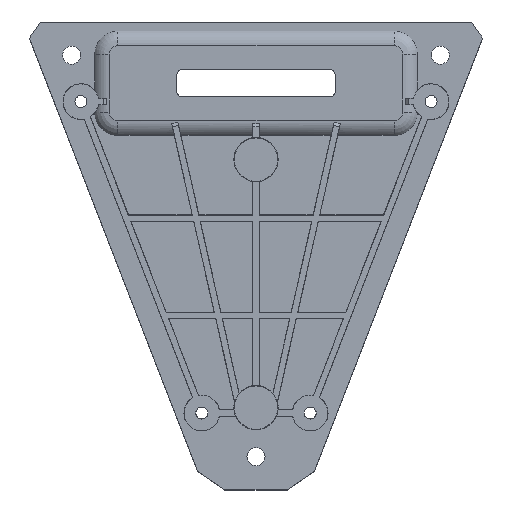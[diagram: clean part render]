
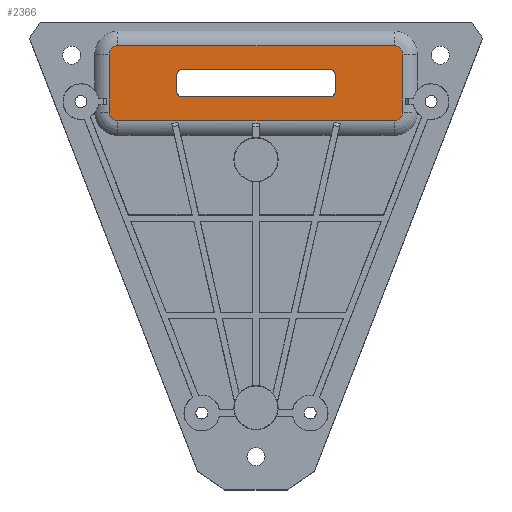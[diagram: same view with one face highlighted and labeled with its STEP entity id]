
A CAD part, top view. The second image highlights one B-rep face of the part: STEP entity #2366.
In plain terms, the highlighted planar face has unit normal (0, 0, 1).
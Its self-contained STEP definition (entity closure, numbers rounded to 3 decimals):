
#92 = VERTEX_POINT ( 'NONE', #1567 ) ;
#94 = VERTEX_POINT ( 'NONE', #3394 ) ;
#180 = VECTOR ( 'NONE', #4862, 1000. ) ;
#184 = EDGE_LOOP ( 'NONE', ( #4927, #3472, #816, #1028, #248, #5118, #699, #3832 ) ) ;
#190 = ORIENTED_EDGE ( 'NONE', *, *, #3367, .T. ) ;
#248 = ORIENTED_EDGE ( 'NONE', *, *, #4669, .T. ) ;
#283 = VERTEX_POINT ( 'NONE', #2549 ) ;
#300 = CARTESIAN_POINT ( 'NONE',  ( -14.5, 30.15, -35.52 ) ) ;
#324 = VERTEX_POINT ( 'NONE', #2638 ) ;
#426 = EDGE_LOOP ( 'NONE', ( #4615, #1383, #3651, #190, #4619, #2803, #1853, #3623 ) ) ;
#478 = VERTEX_POINT ( 'NONE', #300 ) ;
#482 = CARTESIAN_POINT ( 'NONE',  ( 13.5, 34.15, -35.52 ) ) ;
#487 = CIRCLE ( 'NONE', #3816, 1. ) ;
#541 = EDGE_CURVE ( 'NONE', #94, #1204, #4407, .T. ) ;
#588 = EDGE_CURVE ( 'NONE', #4585, #876, #2310, .T. ) ;
#605 = VECTOR ( 'NONE', #4012, 1000. ) ;
#612 = CARTESIAN_POINT ( 'NONE',  ( 13.5, 33.15, -35.52 ) ) ;
#652 = DIRECTION ( 'NONE',  ( 0., -1., 0. ) ) ;
#699 = ORIENTED_EDGE ( 'NONE', *, *, #588, .F. ) ;
#728 = CARTESIAN_POINT ( 'NONE',  ( -13.5, 34.15, -35.52 ) ) ;
#816 = ORIENTED_EDGE ( 'NONE', *, *, #541, .T. ) ;
#821 = VERTEX_POINT ( 'NONE', #482 ) ;
#822 = EDGE_CURVE ( 'NONE', #324, #3690, #2436, .T. ) ;
#876 = VERTEX_POINT ( 'NONE', #3339 ) ;
#913 = EDGE_CURVE ( 'NONE', #2888, #283, #2721, .T. ) ;
#934 = CARTESIAN_POINT ( 'NONE',  ( 13.5, 30.15, -35.52 ) ) ;
#942 = DIRECTION ( 'NONE',  ( 0., 0., -1. ) ) ;
#943 = DIRECTION ( 'NONE',  ( 1., 0., 0. ) ) ;
#965 = CARTESIAN_POINT ( 'NONE',  ( 14.5, 33.15, -35.52 ) ) ;
#1028 = ORIENTED_EDGE ( 'NONE', *, *, #4313, .T. ) ;
#1060 = VERTEX_POINT ( 'NONE', #3460 ) ;
#1071 = DIRECTION ( 'NONE',  ( 0., 0., 1. ) ) ;
#1167 = CARTESIAN_POINT ( 'NONE',  ( 26.879, 36.95, -35.52 ) ) ;
#1185 = CARTESIAN_POINT ( 'NONE',  ( -25.3, 26.35, -35.52 ) ) ;
#1204 = VERTEX_POINT ( 'NONE', #1356 ) ;
#1289 = VECTOR ( 'NONE', #1518, 1000. ) ;
#1292 = VECTOR ( 'NONE', #2535, 1000. ) ;
#1356 = CARTESIAN_POINT ( 'NONE',  ( 13.5, 29.15, -35.52 ) ) ;
#1383 = ORIENTED_EDGE ( 'NONE', *, *, #3452, .T. ) ;
#1444 = CIRCLE ( 'NONE', #5393, 1. ) ;
#1471 = CARTESIAN_POINT ( 'NONE',  ( -26.879, 36.95, -35.52 ) ) ;
#1496 = EDGE_CURVE ( 'NONE', #821, #5087, #1444, .T. ) ;
#1509 = FACE_BOUND ( 'NONE', #184, .T. ) ;
#1518 = DIRECTION ( 'NONE',  ( 0., -1., 0. ) ) ;
#1567 = CARTESIAN_POINT ( 'NONE',  ( -13.5, 29.15, -35.52 ) ) ;
#1589 = EDGE_CURVE ( 'NONE', #283, #324, #4056, .T. ) ;
#1645 = VECTOR ( 'NONE', #3253, 1000. ) ;
#1685 = FACE_OUTER_BOUND ( 'NONE', #426, .T. ) ;
#1783 = VERTEX_POINT ( 'NONE', #1471 ) ;
#1805 = CARTESIAN_POINT ( 'NONE',  ( -14.5, 33.15, -35.52 ) ) ;
#1853 = ORIENTED_EDGE ( 'NONE', *, *, #913, .T. ) ;
#2301 = CARTESIAN_POINT ( 'NONE',  ( 13.5, 34.15, -35.52 ) ) ;
#2310 = CIRCLE ( 'NONE', #4958, 1. ) ;
#2352 = DIRECTION ( 'NONE',  ( 1., 0., 0. ) ) ;
#2361 = DIRECTION ( 'NONE',  ( 0., 0., -1. ) ) ;
#2366 = ADVANCED_FACE ( 'NONE', ( #1509, #1685 ), #3325, .T. ) ;
#2379 = LINE ( 'NONE', #4918, #180 ) ;
#2436 = LINE ( 'NONE', #4981, #2564 ) ;
#2444 = CARTESIAN_POINT ( 'NONE',  ( 25.3, 26.35, -35.52 ) ) ;
#2504 = DIRECTION ( 'NONE',  ( 1., 0., 0. ) ) ;
#2535 = DIRECTION ( 'NONE',  ( -1., 0., 0. ) ) ;
#2549 = CARTESIAN_POINT ( 'NONE',  ( 25.3, 24.771, -35.52 ) ) ;
#2564 = VECTOR ( 'NONE', #4732, 1000. ) ;
#2580 = DIRECTION ( 'NONE',  ( 1., 0., 0. ) ) ;
#2638 = CARTESIAN_POINT ( 'NONE',  ( 26.879, 26.35, -35.52 ) ) ;
#2672 = CARTESIAN_POINT ( 'NONE',  ( -25.3, 38.529, -35.52 ) ) ;
#2721 = LINE ( 'NONE', #4076, #605 ) ;
#2749 = DIRECTION ( 'NONE',  ( 0., 0., 1. ) ) ;
#2803 = ORIENTED_EDGE ( 'NONE', *, *, #3638, .T. ) ;
#2847 = EDGE_CURVE ( 'NONE', #5087, #94, #3900, .T. ) ;
#2888 = VERTEX_POINT ( 'NONE', #5088 ) ;
#2978 = DIRECTION ( 'NONE',  ( 0., 0., 1. ) ) ;
#2979 = CARTESIAN_POINT ( 'NONE',  ( -13.5, 33.15, -35.52 ) ) ;
#2982 = DIRECTION ( 'NONE',  ( 1., 0., 0. ) ) ;
#3005 = DIRECTION ( 'NONE',  ( 1., 0., 0. ) ) ;
#3024 = DIRECTION ( 'NONE',  ( 0., 0., -1. ) ) ;
#3047 = CARTESIAN_POINT ( 'NONE',  ( -25.3, 38.529, -35.52 ) ) ;
#3207 = VERTEX_POINT ( 'NONE', #5222 ) ;
#3253 = DIRECTION ( 'NONE',  ( -1., 0., 0. ) ) ;
#3325 = PLANE ( 'NONE',  #4622 ) ;
#3339 = CARTESIAN_POINT ( 'NONE',  ( -14.5, 33.15, -35.52 ) ) ;
#3363 = DIRECTION ( 'NONE',  ( 1., 0., 0. ) ) ;
#3367 = EDGE_CURVE ( 'NONE', #4653, #1783, #4600, .T. ) ;
#3393 = CARTESIAN_POINT ( 'NONE',  ( -26.879, 26.35, -35.52 ) ) ;
#3394 = CARTESIAN_POINT ( 'NONE',  ( 14.5, 30.15, -35.52 ) ) ;
#3418 = LINE ( 'NONE', #2301, #1292 ) ;
#3452 = EDGE_CURVE ( 'NONE', #3690, #1060, #4993, .T. ) ;
#3460 = CARTESIAN_POINT ( 'NONE',  ( 25.3, 38.529, -35.52 ) ) ;
#3472 = ORIENTED_EDGE ( 'NONE', *, *, #2847, .T. ) ;
#3517 = VECTOR ( 'NONE', #4713, 1000. ) ;
#3525 = AXIS2_PLACEMENT_3D ( 'NONE', #1185, #1071, #2580 ) ;
#3566 = CARTESIAN_POINT ( 'NONE',  ( -13.5, 30.15, -35.52 ) ) ;
#3603 = EDGE_CURVE ( 'NONE', #876, #478, #4369, .T. ) ;
#3623 = ORIENTED_EDGE ( 'NONE', *, *, #1589, .T. ) ;
#3637 = AXIS2_PLACEMENT_3D ( 'NONE', #3745, #4120, #3005 ) ;
#3638 = EDGE_CURVE ( 'NONE', #3207, #2888, #4194, .T. ) ;
#3651 = ORIENTED_EDGE ( 'NONE', *, *, #5190, .T. ) ;
#3690 = VERTEX_POINT ( 'NONE', #1167 ) ;
#3711 = CARTESIAN_POINT ( 'NONE',  ( -25.3, 36.95, -35.52 ) ) ;
#3745 = CARTESIAN_POINT ( 'NONE',  ( 25.3, 36.95, -35.52 ) ) ;
#3762 = AXIS2_PLACEMENT_3D ( 'NONE', #3711, #4092, #4616 ) ;
#3816 = AXIS2_PLACEMENT_3D ( 'NONE', #3566, #2361, #2352 ) ;
#3832 = ORIENTED_EDGE ( 'NONE', *, *, #4710, .F. ) ;
#3900 = LINE ( 'NONE', #4058, #3517 ) ;
#4012 = DIRECTION ( 'NONE',  ( 1., 0., 0. ) ) ;
#4047 = VECTOR ( 'NONE', #652, 1000. ) ;
#4056 = CIRCLE ( 'NONE', #5296, 1.579 ) ;
#4058 = CARTESIAN_POINT ( 'NONE',  ( 14.5, 33.15, -35.52 ) ) ;
#4076 = CARTESIAN_POINT ( 'NONE',  ( 25.3, 24.771, -35.52 ) ) ;
#4086 = EDGE_CURVE ( 'NONE', #1783, #3207, #4206, .T. ) ;
#4092 = DIRECTION ( 'NONE',  ( 0., 0., 1. ) ) ;
#4120 = DIRECTION ( 'NONE',  ( 0., 0., 1. ) ) ;
#4173 = DIRECTION ( 'NONE',  ( 1., 0., 0. ) ) ;
#4194 = CIRCLE ( 'NONE', #3525, 1.579 ) ;
#4206 = LINE ( 'NONE', #3393, #4047 ) ;
#4313 = EDGE_CURVE ( 'NONE', #1204, #92, #2379, .T. ) ;
#4369 = LINE ( 'NONE', #1805, #1289 ) ;
#4407 = CIRCLE ( 'NONE', #5079, 1. ) ;
#4585 = VERTEX_POINT ( 'NONE', #728 ) ;
#4600 = CIRCLE ( 'NONE', #3762, 1.579 ) ;
#4615 = ORIENTED_EDGE ( 'NONE', *, *, #822, .T. ) ;
#4616 = DIRECTION ( 'NONE',  ( 1., 0., 0. ) ) ;
#4619 = ORIENTED_EDGE ( 'NONE', *, *, #4086, .T. ) ;
#4622 = AXIS2_PLACEMENT_3D ( 'NONE', #5204, #5095, #4173 ) ;
#4653 = VERTEX_POINT ( 'NONE', #3047 ) ;
#4669 = EDGE_CURVE ( 'NONE', #92, #478, #487, .T. ) ;
#4710 = EDGE_CURVE ( 'NONE', #821, #4585, #3418, .T. ) ;
#4713 = DIRECTION ( 'NONE',  ( 0., -1., 0. ) ) ;
#4732 = DIRECTION ( 'NONE',  ( 0., 1., 0. ) ) ;
#4862 = DIRECTION ( 'NONE',  ( -1., 0., 0. ) ) ;
#4918 = CARTESIAN_POINT ( 'NONE',  ( 13.5, 29.15, -35.52 ) ) ;
#4927 = ORIENTED_EDGE ( 'NONE', *, *, #1496, .T. ) ;
#4958 = AXIS2_PLACEMENT_3D ( 'NONE', #2979, #2978, #2982 ) ;
#4981 = CARTESIAN_POINT ( 'NONE',  ( 26.879, 36.95, -35.52 ) ) ;
#4993 = CIRCLE ( 'NONE', #3637, 1.579 ) ;
#5079 = AXIS2_PLACEMENT_3D ( 'NONE', #934, #942, #943 ) ;
#5087 = VERTEX_POINT ( 'NONE', #965 ) ;
#5088 = CARTESIAN_POINT ( 'NONE',  ( -25.3, 24.771, -35.52 ) ) ;
#5095 = DIRECTION ( 'NONE',  ( 0., 0., 1. ) ) ;
#5118 = ORIENTED_EDGE ( 'NONE', *, *, #3603, .F. ) ;
#5130 = LINE ( 'NONE', #2672, #1645 ) ;
#5190 = EDGE_CURVE ( 'NONE', #1060, #4653, #5130, .T. ) ;
#5204 = CARTESIAN_POINT ( 'NONE',  ( 0., 0., -35.52 ) ) ;
#5222 = CARTESIAN_POINT ( 'NONE',  ( -26.879, 26.35, -35.52 ) ) ;
#5296 = AXIS2_PLACEMENT_3D ( 'NONE', #2444, #2749, #3363 ) ;
#5393 = AXIS2_PLACEMENT_3D ( 'NONE', #612, #3024, #2504 ) ;
